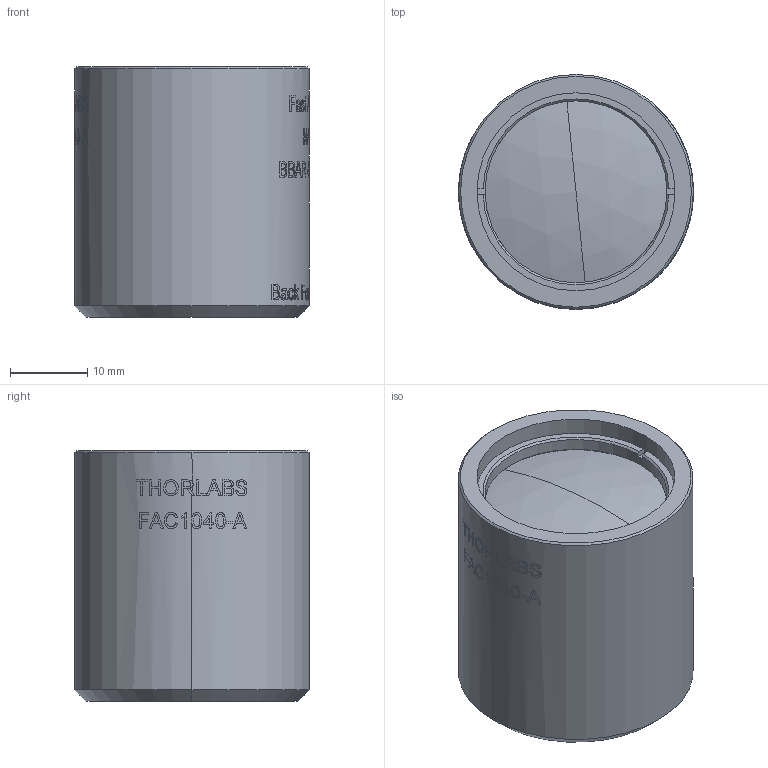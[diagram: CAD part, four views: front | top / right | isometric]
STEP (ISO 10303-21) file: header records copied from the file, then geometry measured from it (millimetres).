
FILE_DESCRIPTION (( 'STEP AP214' ), '1' );
FILE_NAME ('20561-E0W.STEP', '2009-11-18T19:12:01', ( 'Admin' ), ( 'Thorlabs, Inc.' ), 'SwSTEP 2.0', 'SolidWorks 2009', '' );
FILE_SCHEMA (( 'AUTOMOTIVE_DESIGN' ));
Length unit declared in the file: inch
Products named in the file (1): 20561-E0W
Bounding box: 30.48 x 30.48 x 32.57 mm (x, y, z)
Volume: 15157.2 mm3; surface area: 12562.8 mm2
Topology: 7 solids, 7 shells, 201 faces, 1080 edges, 985 vertices
Faces by surface type: cylinder 138, plane 25, cone 24, sphere 14
Entity records: 22963 total; most frequent: CARTESIAN_POINT 11931, ORIENTED_EDGE 2160, DIRECTION 1240, EDGE_CURVE 1080, VERTEX_POINT 985, B_SPLINE_CURVE_WITH_KNOTS 542, AXIS2_PLACEMENT_3D 500, EDGE_LOOP 299
